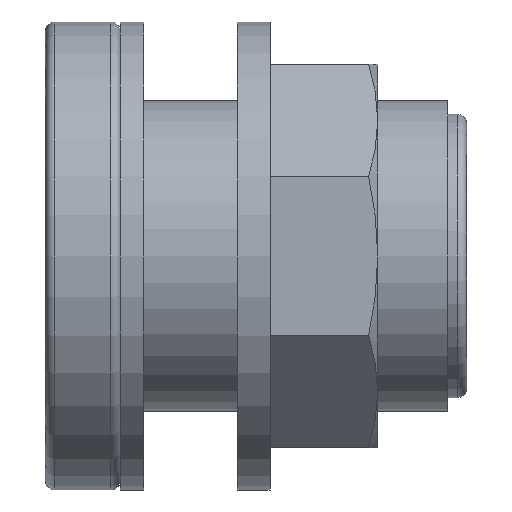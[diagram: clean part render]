
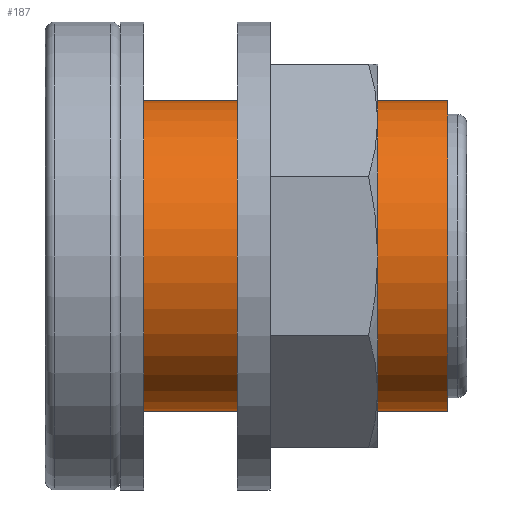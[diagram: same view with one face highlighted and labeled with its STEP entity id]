
A CAD part, left-side view. The second image highlights one B-rep face of the part: STEP entity #187.
In plain terms, the highlighted cylindrical face has radius 16.625 mm (diameter 33.249 mm), a partial arc.
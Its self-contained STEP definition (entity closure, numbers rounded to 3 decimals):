
#9 = VERTEX_POINT ( 'NONE', #711 ) ;
#20 = EDGE_CURVE ( 'NONE', #93, #736, #751, .T. ) ;
#24 = EDGE_CURVE ( 'NONE', #9, #733, #793, .T. ) ;
#93 = VERTEX_POINT ( 'NONE', #1019 ) ;
#136 = EDGE_LOOP ( 'NONE', ( #188, #189, #191, #192 ) ) ;
#187 = ADVANCED_FACE ( 'NONE', ( #1359 ), #1388, .T. ) ;
#188 = ORIENTED_EDGE ( 'NONE', *, *, #24, .F. ) ;
#189 = ORIENTED_EDGE ( 'NONE', *, *, #190, .T. ) ;
#190 = EDGE_CURVE ( 'NONE', #9, #93, #1389, .T. ) ;
#191 = ORIENTED_EDGE ( 'NONE', *, *, #20, .T. ) ;
#192 = ORIENTED_EDGE ( 'NONE', *, *, #735, .T. ) ;
#711 = CARTESIAN_POINT ( 'NONE',  ( 0., 2., -16.625 ) ) ;
#733 = VERTEX_POINT ( 'NONE', #3126 ) ;
#735 = EDGE_CURVE ( 'NONE', #736, #733, #3125, .T. ) ;
#736 = VERTEX_POINT ( 'NONE', #3120 ) ;
#748 = DIRECTION ( 'NONE',  ( 0., 1., 0. ) ) ;
#749 = VECTOR ( 'NONE', #748, 1000. ) ;
#750 = CARTESIAN_POINT ( 'NONE',  ( 0., 0., 16.625 ) ) ;
#751 = LINE ( 'NONE', #750, #749 ) ;
#790 = DIRECTION ( 'NONE',  ( 0., 1., 0. ) ) ;
#791 = VECTOR ( 'NONE', #790, 1000. ) ;
#792 = CARTESIAN_POINT ( 'NONE',  ( 0., 0., -16.625 ) ) ;
#793 = LINE ( 'NONE', #792, #791 ) ;
#1019 = CARTESIAN_POINT ( 'NONE',  ( 0., 2., 16.625 ) ) ;
#1359 = FACE_OUTER_BOUND ( 'NONE', #136, .T. ) ;
#1380 = DIRECTION ( 'NONE',  ( 0., 0., 1. ) ) ;
#1381 = DIRECTION ( 'NONE',  ( 0., 1., 0. ) ) ;
#1382 = CARTESIAN_POINT ( 'NONE',  ( 0., 2., 0. ) ) ;
#1383 = AXIS2_PLACEMENT_3D ( 'NONE', #1382, #1381, #1380 ) ;
#1385 = DIRECTION ( 'NONE',  ( 0., 0., 1. ) ) ;
#1386 = DIRECTION ( 'NONE',  ( 0., 1., 0. ) ) ;
#1387 = AXIS2_PLACEMENT_3D ( 'NONE', #1390, #1386, #1385 ) ;
#1388 = CYLINDRICAL_SURFACE ( 'NONE', #1387, 16.625 ) ;
#1389 = CIRCLE ( 'NONE', #1383, 16.625 ) ;
#1390 = CARTESIAN_POINT ( 'NONE',  ( 0., 0., 0. ) ) ;
#3120 = CARTESIAN_POINT ( 'NONE',  ( 0., 35., 16.625 ) ) ;
#3121 = DIRECTION ( 'NONE',  ( 0., 0., 1. ) ) ;
#3122 = DIRECTION ( 'NONE',  ( 0., -1., 0. ) ) ;
#3123 = CARTESIAN_POINT ( 'NONE',  ( 0., 35., 0. ) ) ;
#3124 = AXIS2_PLACEMENT_3D ( 'NONE', #3123, #3122, #3121 ) ;
#3125 = CIRCLE ( 'NONE', #3124, 16.625 ) ;
#3126 = CARTESIAN_POINT ( 'NONE',  ( 0., 35., -16.625 ) ) ;
